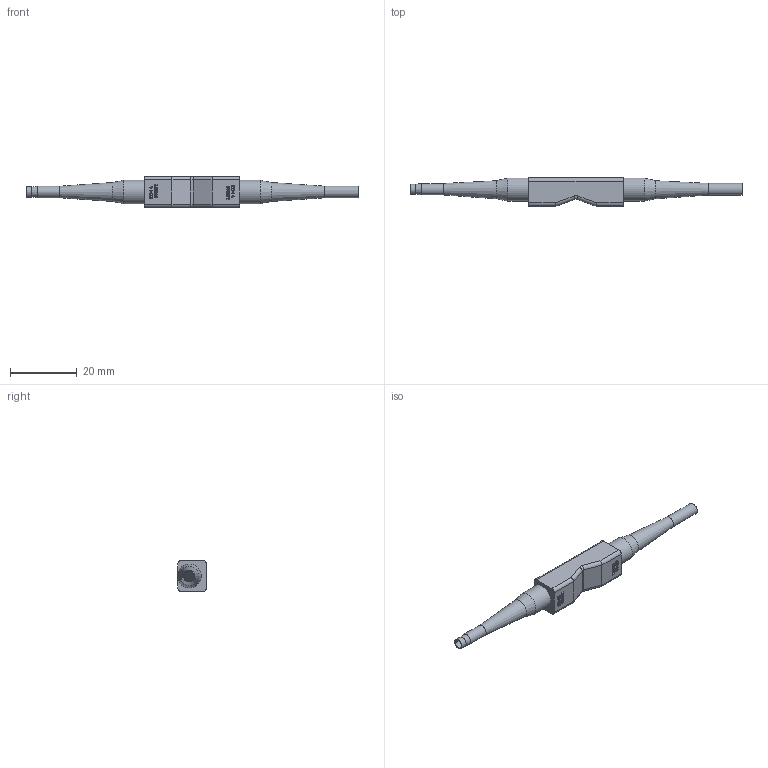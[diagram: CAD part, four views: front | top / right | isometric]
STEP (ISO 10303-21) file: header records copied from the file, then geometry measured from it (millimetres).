
FILE_DESCRIPTION((''),'2;1');
FILE_NAME('00111230025','2019-10-31T',('presta_be4'),(''),'CREO PARAMETRIC BY PTC INC, 2018360','CREO PARAMETRIC BY PTC INC, 2018360','');
FILE_SCHEMA(('CONFIG_CONTROL_DESIGN'));
Length unit declared in the file: millimetre
Products named in the file (1): 00111230025
Bounding box: 99.4 x 8.91 x 9.28 mm (x, y, z)
Volume: 2701.1 mm3; surface area: 3338 mm2
Topology: 1 solids, 1 shells, 1167 faces, 3326 edges, 2212 vertices
Faces by surface type: plane 1130, cylinder 30, cone 7
Entity records: 37504 total; most frequent: CARTESIAN_POINT 7065, ORIENTED_EDGE 6652, DIRECTION 5654, EDGE_CURVE 3326, VECTOR 3244, LINE 3244, VERTEX_POINT 2212, EDGE_LOOP 1220
